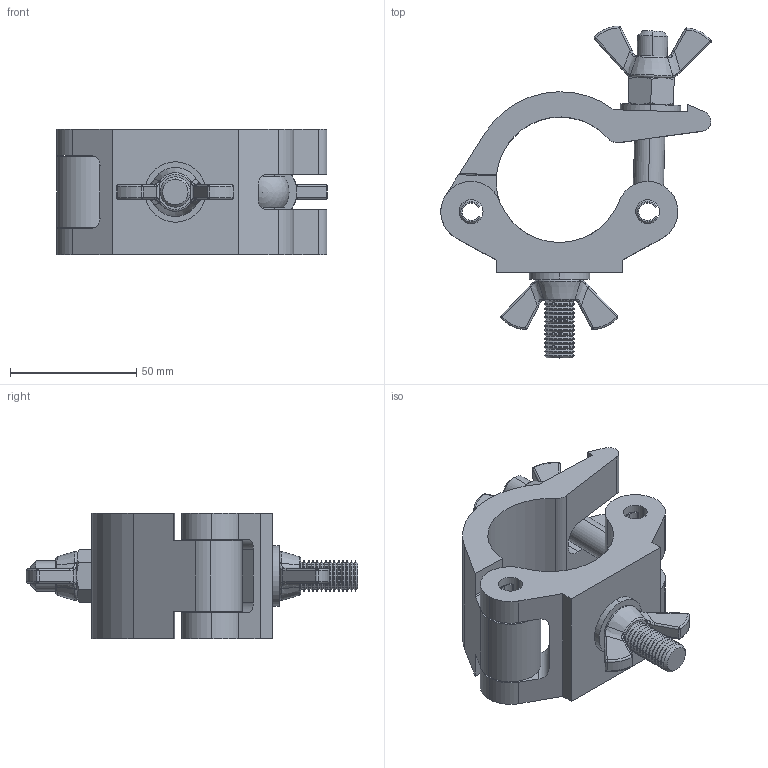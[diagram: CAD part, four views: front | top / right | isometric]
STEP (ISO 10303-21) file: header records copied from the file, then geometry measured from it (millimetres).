
FILE_DESCRIPTION (( 'STEP AP203' ), '1' );
FILE_NAME ('T58600 & T58601.STEP', '2018-08-10T10:43:08', ( '' ), ( '' ), 'SwSTEP 2.0', 'SolidWorks 2016', '' );
FILE_SCHEMA (( 'CONFIG_CONTROL_DESIGN' ));
Length unit declared in the file: millimetre
Products named in the file (12): F883_DIN 315-M12-GT-C-N; TH566; Hex Nut Style 1 GradeAB_Doughty Fastners_Hexagon Nut ISO - 4032 - M12 - D - S; TH2002_TH2002 - 50MM WIDE; Socket Countersunk Head Screw_Doughty Fastners_ISO 10642 - M12 x 45 --- 45S; F790; T58600 & T58601; TH2001_TH2001 - 50MM WIDE; T78000; TH577_TH577; A Washer_Bright washer BS 4320 - M12 (Form A); TH157_TH157
Assembly tree (14 placements, depth 3):
  T58600 & T58601
    TH577_TH577
      TH2002_TH2002 - 50MM WIDE
    TH157_TH157
      TH2001_TH2001 - 50MM WIDE
    T78000
      TH566
      A Washer_Bright washer BS 4320 - M12 (Form A)
      Hex Nut Style 1 GradeAB_Doughty Fastners_Hexagon Nut ISO - 4032 - M12 - D - S
      F883_DIN 315-M12-GT-C-N
    F790  x2
    Socket Countersunk Head Screw_Doughty Fastners_ISO 10642 - M12 x 45 --- 45S
    F883_DIN 315-M12-GT-C-N
    A Washer_Bright washer BS 4320 - M12 (Form A)
Bounding box: 107.22 x 131.61 x 49.9 mm (x, y, z)
Volume: 152507.1 mm3; surface area: 53135.7 mm2
Topology: 11 solids, 11 shells, 493 faces, 1184 edges, 695 vertices
Faces by surface type: cylinder 161, cone 154, plane 85, bspline 56, sphere 19, torus 18
Entity records: 13639 total; most frequent: CARTESIAN_POINT 3009, DIRECTION 2097, ORIENTED_EDGE 1894, EDGE_CURVE 947, AXIS2_PLACEMENT_3D 858, VERTEX_POINT 569, CIRCLE 471, EDGE_LOOP 416
